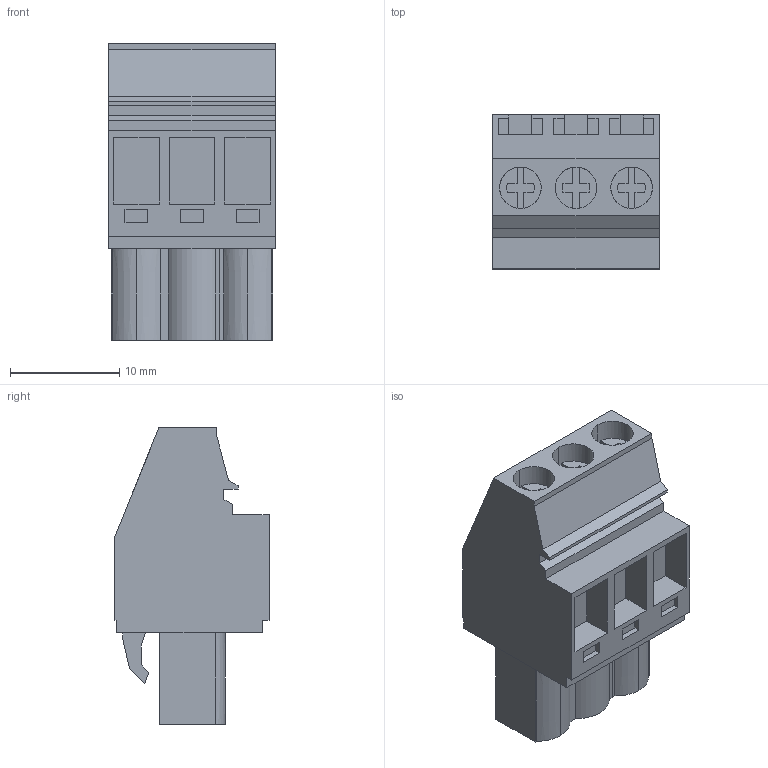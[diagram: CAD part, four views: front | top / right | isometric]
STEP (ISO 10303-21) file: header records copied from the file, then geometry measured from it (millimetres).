
FILE_DESCRIPTION(('CATIA V5 STEP','CAx-IF Rec.Pracs.--- Model Styling and Organization---1.2---2011-12-15'),'2;1');
FILE_NAME ('D1460121_0_1948800000_1948800000.stp','2017-09-09T07:57:31+00:00',('none'),('Weidmueller'),'CATIA Version 5-6 Release 2014','CATIA V5 STEP AP214','none');
FILE_SCHEMA(('AUTOMOTIVE_DESIGN { 1 0 10303 214 1 1 1 1 }'));
Length unit declared in the file: millimetre
Products named in the file (1): 1948800000
Bounding box: 15.24 x 14.1 x 27.1 mm (x, y, z)
Volume: 3465.6 mm3; surface area: 2463.1 mm2
Topology: 4 solids, 4 shells, 228 faces, 621 edges, 414 vertices
Faces by surface type: plane 199, cylinder 25, extrusion 4
Entity records: 7026 total; most frequent: CARTESIAN_POINT 1368, ORIENTED_EDGE 1242, DIRECTION 999, EDGE_CURVE 621, VECTOR 555, LINE 551, VERTEX_POINT 414, AXIS2_PLACEMENT_3D 248
